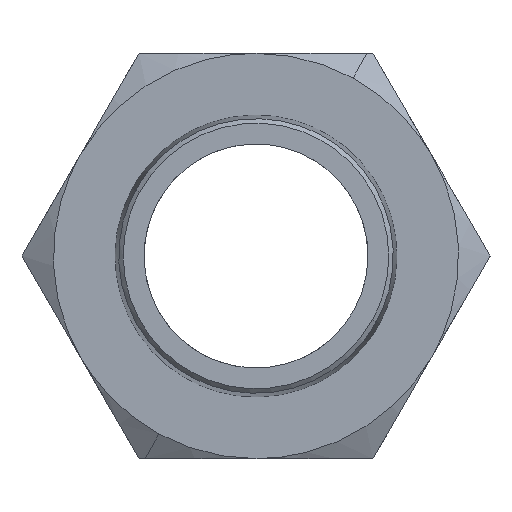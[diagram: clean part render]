
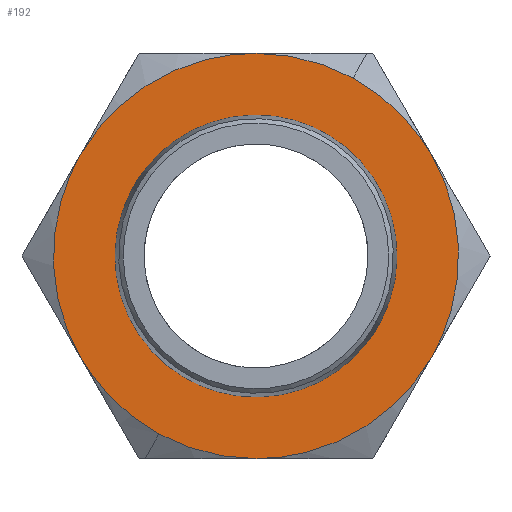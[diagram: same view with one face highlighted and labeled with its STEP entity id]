
A CAD part, front view. The second image highlights one B-rep face of the part: STEP entity #192.
In plain terms, the highlighted planar face has unit normal (0, -1, 0).
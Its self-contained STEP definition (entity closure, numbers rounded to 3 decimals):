
#12=FACE_BOUND('',#264,.T.);
#36=(
BOUNDED_CURVE()
B_SPLINE_CURVE(2,(#1596,#1597,#1598),.UNSPECIFIED.,.F.,.F.)
B_SPLINE_CURVE_WITH_KNOTS((3,3),(0.,10.397),.UNSPECIFIED.)
CURVE()
GEOMETRIC_REPRESENTATION_ITEM()
RATIONAL_B_SPLINE_CURVE((1.,0.963,1.))
REPRESENTATION_ITEM('')
);
#37=(
BOUNDED_CURVE()
B_SPLINE_CURVE(2,(#1599,#1600,#1601,#1602,#1603),.UNSPECIFIED.,.F.,.F.)
B_SPLINE_CURVE_WITH_KNOTS((3,2,3),(-41.533,-20.767,
0.),.UNSPECIFIED.)
CURVE()
GEOMETRIC_REPRESENTATION_ITEM()
RATIONAL_B_SPLINE_CURVE((1.,0.707,1.,0.707,1.))
REPRESENTATION_ITEM('')
);
#38=(
BOUNDED_CURVE()
B_SPLINE_CURVE(2,(#1604,#1605,#1606,#1607,#1608),.UNSPECIFIED.,.F.,.F.)
B_SPLINE_CURVE_WITH_KNOTS((3,2,3),(-41.533,-20.767,
0.),.UNSPECIFIED.)
CURVE()
GEOMETRIC_REPRESENTATION_ITEM()
RATIONAL_B_SPLINE_CURVE((1.,0.707,1.,0.707,1.))
REPRESENTATION_ITEM('')
);
#39=(
BOUNDED_CURVE()
B_SPLINE_CURVE(2,(#1609,#1610,#1611),.UNSPECIFIED.,.F.,.F.)
B_SPLINE_CURVE_WITH_KNOTS((3,3),(0.,10.397),.UNSPECIFIED.)
CURVE()
GEOMETRIC_REPRESENTATION_ITEM()
RATIONAL_B_SPLINE_CURVE((1.,0.963,1.))
REPRESENTATION_ITEM('')
);
#40=(
BOUNDED_CURVE()
B_SPLINE_CURVE(2,(#1612,#1613,#1614),.UNSPECIFIED.,.F.,.F.)
B_SPLINE_CURVE_WITH_KNOTS((3,3),(0.,9.5),.UNSPECIFIED.)
CURVE()
GEOMETRIC_REPRESENTATION_ITEM()
RATIONAL_B_SPLINE_CURVE((1.,0.969,1.))
REPRESENTATION_ITEM('')
);
#41=(
BOUNDED_CURVE()
B_SPLINE_CURVE(2,(#1615,#1616,#1617),.UNSPECIFIED.,.F.,.F.)
B_SPLINE_CURVE_WITH_KNOTS((3,3),(0.,19.897),.UNSPECIFIED.)
CURVE()
GEOMETRIC_REPRESENTATION_ITEM()
RATIONAL_B_SPLINE_CURVE((1.,0.866,1.))
REPRESENTATION_ITEM('')
);
#42=(
BOUNDED_CURVE()
B_SPLINE_CURVE(2,(#1618,#1619,#1620),.UNSPECIFIED.,.F.,.F.)
B_SPLINE_CURVE_WITH_KNOTS((3,3),(0.,19.897),.UNSPECIFIED.)
CURVE()
GEOMETRIC_REPRESENTATION_ITEM()
RATIONAL_B_SPLINE_CURVE((1.,0.866,1.))
REPRESENTATION_ITEM('')
);
#43=(
BOUNDED_CURVE()
B_SPLINE_CURVE(2,(#1621,#1622,#1623),.UNSPECIFIED.,.F.,.F.)
B_SPLINE_CURVE_WITH_KNOTS((3,3),(0.,9.5),.UNSPECIFIED.)
CURVE()
GEOMETRIC_REPRESENTATION_ITEM()
RATIONAL_B_SPLINE_CURVE((1.,0.969,1.))
REPRESENTATION_ITEM('')
);
#44=(
BOUNDED_CURVE()
B_SPLINE_CURVE(2,(#1624,#1625,#1626),.UNSPECIFIED.,.F.,.F.)
B_SPLINE_CURVE_WITH_KNOTS((3,3),(0.,19.897),.UNSPECIFIED.)
CURVE()
GEOMETRIC_REPRESENTATION_ITEM()
RATIONAL_B_SPLINE_CURVE((1.,0.866,1.))
REPRESENTATION_ITEM('')
);
#45=(
BOUNDED_CURVE()
B_SPLINE_CURVE(2,(#1627,#1628,#1629),.UNSPECIFIED.,.F.,.F.)
B_SPLINE_CURVE_WITH_KNOTS((3,3),(0.,19.897),.UNSPECIFIED.)
CURVE()
GEOMETRIC_REPRESENTATION_ITEM()
RATIONAL_B_SPLINE_CURVE((1.,0.866,1.))
REPRESENTATION_ITEM('')
);
#192=ADVANCED_FACE('',(#227,#12),#864,.T.);
#227=FACE_OUTER_BOUND('',#263,.T.);
#263=EDGE_LOOP('',(#358,#359,#360,#361,#362,#363,#364,#365));
#264=EDGE_LOOP('',(#366,#367));
#358=ORIENTED_EDGE('',*,*,#522,.F.);
#359=ORIENTED_EDGE('',*,*,#523,.F.);
#360=ORIENTED_EDGE('',*,*,#524,.F.);
#361=ORIENTED_EDGE('',*,*,#518,.F.);
#362=ORIENTED_EDGE('',*,*,#525,.F.);
#363=ORIENTED_EDGE('',*,*,#527,.F.);
#364=ORIENTED_EDGE('',*,*,#526,.F.);
#365=ORIENTED_EDGE('',*,*,#521,.F.);
#366=ORIENTED_EDGE('',*,*,#520,.F.);
#367=ORIENTED_EDGE('',*,*,#519,.F.);
#518=EDGE_CURVE('',#777,#776,#36,.T.);
#519=EDGE_CURVE('',#783,#782,#37,.T.);
#520=EDGE_CURVE('',#782,#783,#38,.T.);
#521=EDGE_CURVE('',#778,#779,#39,.T.);
#522=EDGE_CURVE('',#780,#778,#40,.T.);
#523=EDGE_CURVE('',#781,#780,#41,.T.);
#524=EDGE_CURVE('',#776,#781,#42,.T.);
#525=EDGE_CURVE('',#775,#777,#43,.T.);
#526=EDGE_CURVE('',#779,#774,#44,.T.);
#527=EDGE_CURVE('',#774,#775,#45,.T.);
#774=VERTEX_POINT('',#1586);
#775=VERTEX_POINT('',#1587);
#776=VERTEX_POINT('',#1588);
#777=VERTEX_POINT('',#1589);
#778=VERTEX_POINT('',#1590);
#779=VERTEX_POINT('',#1591);
#780=VERTEX_POINT('',#1592);
#781=VERTEX_POINT('',#1593);
#782=VERTEX_POINT('',#1594);
#783=VERTEX_POINT('',#1595);
#864=PLANE('',#961);
#961=AXIS2_PLACEMENT_3D('',#1585,#973,$);
#973=DIRECTION('',(0.,-1.,0.));
#1585=CARTESIAN_POINT('',(-26.387,14.,22.86));
#1586=CARTESIAN_POINT('',(16.454,14.,-9.5));
#1587=CARTESIAN_POINT('',(0.,14.,-19.));
#1588=CARTESIAN_POINT('',(-16.454,14.,-9.5));
#1589=CARTESIAN_POINT('',(-9.109,14.,-16.674));
#1590=CARTESIAN_POINT('',(9.109,14.,16.674));
#1591=CARTESIAN_POINT('',(16.454,14.,9.5));
#1592=CARTESIAN_POINT('',(0.,14.,19.));
#1593=CARTESIAN_POINT('',(-16.454,14.,9.5));
#1594=CARTESIAN_POINT('',(-11.602,14.,6.338));
#1595=CARTESIAN_POINT('',(11.602,14.,-6.338));
#1596=CARTESIAN_POINT('',(-9.109,14.,-16.674));
#1597=CARTESIAN_POINT('',(-13.788,14.,-14.118));
#1598=CARTESIAN_POINT('',(-16.454,14.,-9.5));
#1599=CARTESIAN_POINT('',(11.602,14.,-6.338));
#1600=CARTESIAN_POINT('',(17.94,14.,5.264));
#1601=CARTESIAN_POINT('',(6.338,14.,11.602));
#1602=CARTESIAN_POINT('',(-5.264,14.,17.94));
#1603=CARTESIAN_POINT('',(-11.602,14.,6.338));
#1604=CARTESIAN_POINT('',(-11.602,14.,6.338));
#1605=CARTESIAN_POINT('',(-17.94,14.,-5.264));
#1606=CARTESIAN_POINT('',(-6.338,14.,-11.602));
#1607=CARTESIAN_POINT('',(5.264,14.,-17.94));
#1608=CARTESIAN_POINT('',(11.602,14.,-6.338));
#1609=CARTESIAN_POINT('',(9.109,14.,16.674));
#1610=CARTESIAN_POINT('',(13.788,14.,14.118));
#1611=CARTESIAN_POINT('',(16.454,14.,9.5));
#1612=CARTESIAN_POINT('',(0.,14.,19.));
#1613=CARTESIAN_POINT('',(4.851,14.,19.));
#1614=CARTESIAN_POINT('',(9.109,14.,16.674));
#1615=CARTESIAN_POINT('',(-16.454,14.,9.5));
#1616=CARTESIAN_POINT('',(-10.97,14.,19.));
#1617=CARTESIAN_POINT('',(0.,14.,19.));
#1618=CARTESIAN_POINT('',(-16.454,14.,-9.5));
#1619=CARTESIAN_POINT('',(-21.939,14.,0.));
#1620=CARTESIAN_POINT('',(-16.454,14.,9.5));
#1621=CARTESIAN_POINT('',(0.,14.,-19.));
#1622=CARTESIAN_POINT('',(-4.851,14.,-19.));
#1623=CARTESIAN_POINT('',(-9.109,14.,-16.674));
#1624=CARTESIAN_POINT('',(16.454,14.,9.5));
#1625=CARTESIAN_POINT('',(21.939,14.,0.));
#1626=CARTESIAN_POINT('',(16.454,14.,-9.5));
#1627=CARTESIAN_POINT('',(16.454,14.,-9.5));
#1628=CARTESIAN_POINT('',(10.97,14.,-19.));
#1629=CARTESIAN_POINT('',(0.,14.,-19.));
